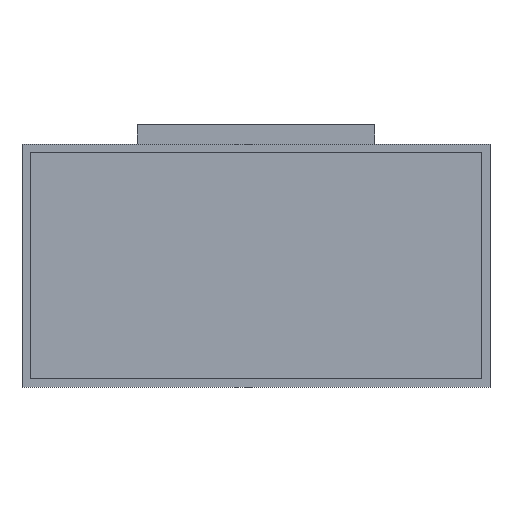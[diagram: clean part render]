
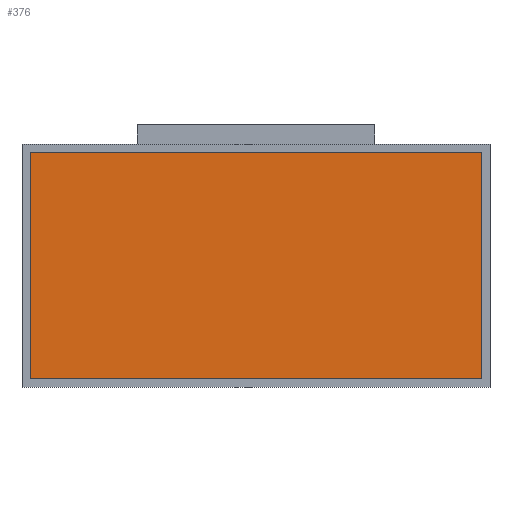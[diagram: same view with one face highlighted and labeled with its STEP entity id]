
A CAD part, front view. The second image highlights one B-rep face of the part: STEP entity #376.
In plain terms, the highlighted planar face has unit normal (0, -1, 0).
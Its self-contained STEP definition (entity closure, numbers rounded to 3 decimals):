
#92=ORIENTED_EDGE('',*,*,#149,.T.);
#93=ORIENTED_EDGE('',*,*,#152,.T.);
#94=ORIENTED_EDGE('',*,*,#154,.T.);
#95=ORIENTED_EDGE('',*,*,#155,.T.);
#149=EDGE_CURVE('',#189,#188,#229,.T.);
#152=EDGE_CURVE('',#188,#190,#232,.T.);
#154=EDGE_CURVE('',#190,#191,#234,.T.);
#155=EDGE_CURVE('',#191,#189,#235,.T.);
#188=VERTEX_POINT('',#578);
#189=VERTEX_POINT('',#580);
#190=VERTEX_POINT('',#584);
#191=VERTEX_POINT('',#588);
#229=LINE('',#579,#277);
#232=LINE('',#585,#280);
#234=LINE('',#589,#282);
#235=LINE('',#591,#283);
#277=VECTOR('',#475,1000.);
#280=VECTOR('',#480,1000.);
#282=VECTOR('',#484,1000.);
#283=VECTOR('',#487,1000.);
#310=EDGE_LOOP('',(#92,#93,#94,#95));
#334=FACE_BOUND('',#310,.T.);
#355=PLANE('',#410);
#376=ADVANCED_FACE('',(#334),#355,.T.);
#410=AXIS2_PLACEMENT_3D('',#592,#488,#489);
#475=DIRECTION('',(0.,0.,1.));
#480=DIRECTION('',(-1.,0.,0.));
#484=DIRECTION('',(0.,0.,-1.));
#487=DIRECTION('',(1.,0.,0.));
#488=DIRECTION('',(0.,-1.,0.));
#489=DIRECTION('',(0.,0.,-1.));
#578=CARTESIAN_POINT('',(301.,1.,151.));
#579=CARTESIAN_POINT('',(301.,1.,-151.));
#580=CARTESIAN_POINT('',(301.,1.,-151.));
#584=CARTESIAN_POINT('',(-301.,1.,151.));
#585=CARTESIAN_POINT('',(301.,1.,151.));
#588=CARTESIAN_POINT('',(-301.,1.,-151.));
#589=CARTESIAN_POINT('',(-301.,1.,151.));
#591=CARTESIAN_POINT('',(-301.,1.,-151.));
#592=CARTESIAN_POINT('',(0.,1.,0.));
